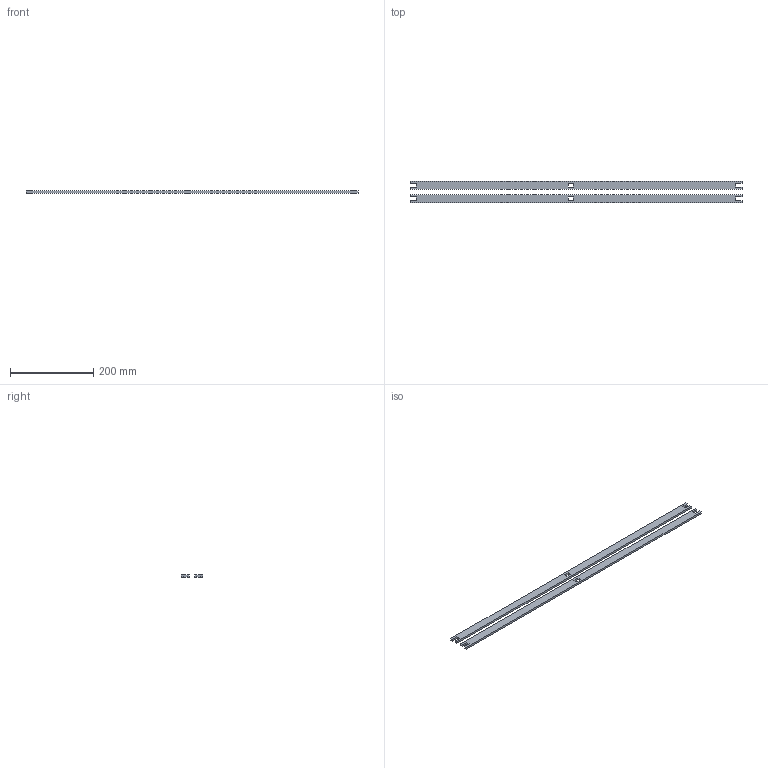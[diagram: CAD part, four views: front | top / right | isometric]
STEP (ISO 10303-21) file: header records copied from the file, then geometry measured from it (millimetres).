
FILE_DESCRIPTION(('STEP AP214'),'1');
FILE_NAME('cctmp_B816BBD0-D5ED-42F4-A2FC-2FFF73957678_2024_05_23_13_24_21_0588..stp','2024-05-23T11:24:21',('SIEMENS A&D'),('CADClick - www.CADClick.com'),'Spatial InterOp 3D',' ','unknown authorization');
FILE_SCHEMA(('AUTOMOTIVE_DESIGN'));
Length unit declared in the file: millimetre
Products named in the file (3): cc_unnamed; 2024_05_23_13_24_21_0572; 2024_05_23_13_24_21_0534
Assembly tree (2 placements, depth 2):
  cc_unnamed
    2024_05_23_13_24_21_0572
    2024_05_23_13_24_21_0534
Bounding box: 796 x 52.5 x 5 mm (x, y, z)
Volume: 155330 mm3; surface area: 79492 mm2
Topology: 2 solids, 2 shells, 36 faces, 96 edges, 64 vertices
Faces by surface type: plane 36
Entity records: 1476 total; most frequent: CARTESIAN_POINT 199, ORIENTED_EDGE 192, DIRECTION 174, EDGE_CURVE 96, LINE 96, VECTOR 96, VERTEX_POINT 64, EDGE_LOOP 40
